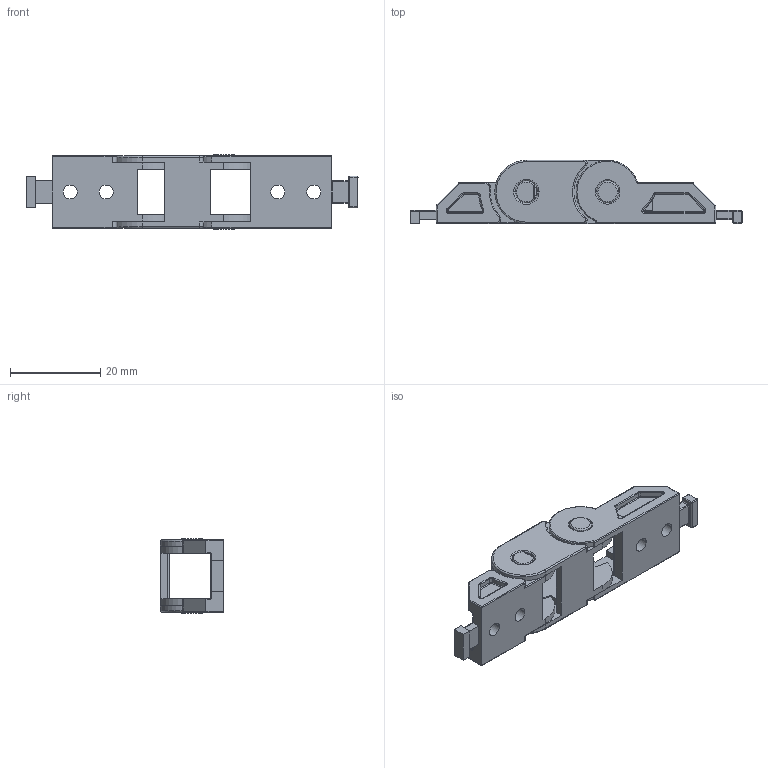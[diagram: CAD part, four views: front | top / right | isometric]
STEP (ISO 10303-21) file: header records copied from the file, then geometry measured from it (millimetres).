
FILE_DESCRIPTION (( 'STEP AP214' ), '1' );
FILE_NAME ('CK10-F010-AYAK.STEP', '2019-09-10T08:25:17', ( '' ), ( '' ), 'SwSTEP 2.0', 'SolidWorks 2017', '' );
FILE_SCHEMA (( 'AUTOMOTIVE_DESIGN' ));
Length unit declared in the file: millimetre
Products named in the file (1): CK10-F010-AYAK
Bounding box: 73.6 x 14 x 16.6 mm (x, y, z)
Volume: 5075.2 mm3; surface area: 6311.3 mm2
Topology: 3 solids, 3 shells, 452 faces, 1108 edges, 656 vertices
Faces by surface type: cylinder 206, torus 108, plane 106, sphere 20, cone 8, bspline 4
Entity records: 13382 total; most frequent: DIRECTION 2518, CARTESIAN_POINT 2431, ORIENTED_EDGE 2192, EDGE_CURVE 1096, AXIS2_PLACEMENT_3D 1015, VERTEX_POINT 656, CIRCLE 566, LINE 488
